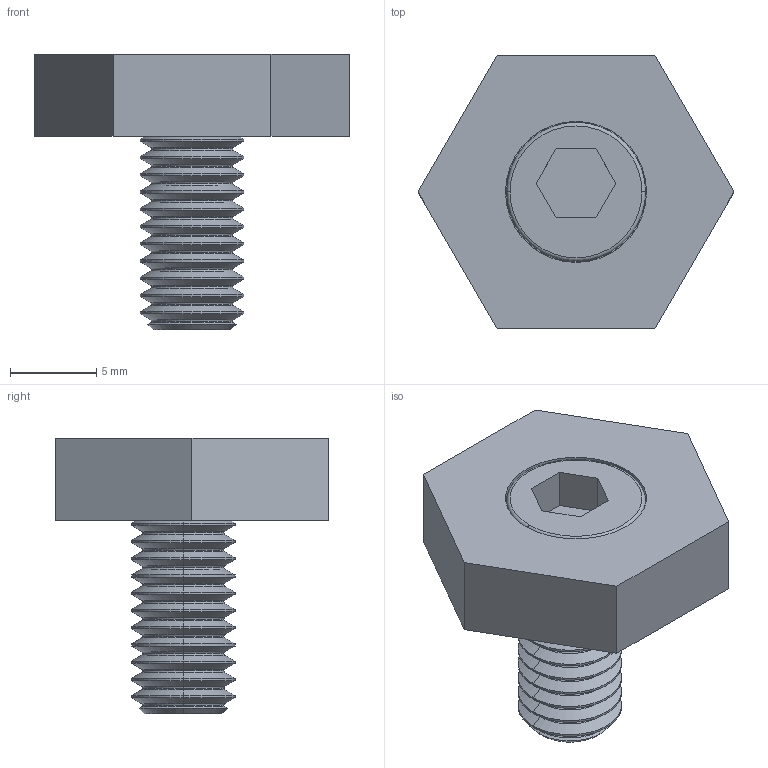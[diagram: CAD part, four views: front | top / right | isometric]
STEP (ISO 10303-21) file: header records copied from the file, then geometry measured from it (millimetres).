
FILE_DESCRIPTION (( 'STEP AP214' ), '1' );
FILE_NAME ('X50206.STEP', '2020-04-02T12:59:13', ( '' ), ( '' ), 'SwSTEP 2.0', 'SolidWorks 2017', '' );
FILE_SCHEMA (( 'AUTOMOTIVE_DESIGN' ));
Length unit declared in the file: millimetre
Products named in the file (3): X50206; 50365_69398-colly; SW3dPS-50206_10204
Assembly tree (2 placements, depth 2):
  X50206
    SW3dPS-50206_10204
    50365_69398-colly
Bounding box: 18.33 x 15.88 x 16 mm (x, y, z)
Volume: 1233.9 mm3; surface area: 1291.9 mm2
Topology: 2 solids, 2 shells, 149 faces, 304 edges, 162 vertices
Faces by surface type: torus 50, cone 50, cylinder 30, plane 19
Entity records: 4107 total; most frequent: DIRECTION 800, CARTESIAN_POINT 620, ORIENTED_EDGE 608, AXIS2_PLACEMENT_3D 342, EDGE_CURVE 304, CIRCLE 188, VERTEX_POINT 162, EDGE_LOOP 154
